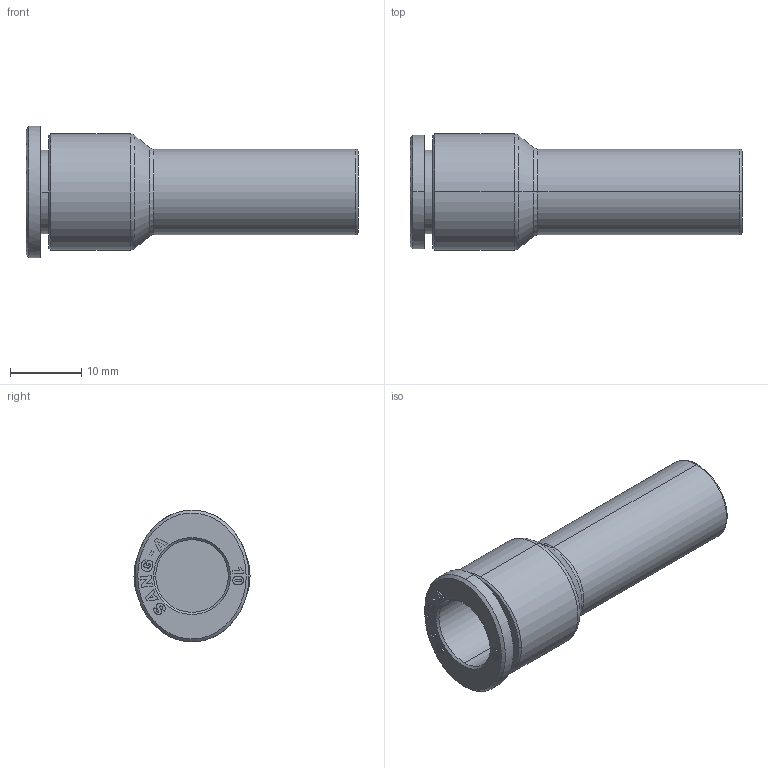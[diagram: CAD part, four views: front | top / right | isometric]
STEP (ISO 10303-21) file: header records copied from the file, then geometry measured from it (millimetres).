
FILE_DESCRIPTION((''),'2;1');
FILE_NAME('GPGJ_1210(3D).stp','2012-12-20T14:40:40',(''),(''),'Mechanical Desktop.R8.0.24.0','Mechanical Desktop.R8.0.24.0',', , ');
FILE_SCHEMA(('CONFIG_CONTROL_DESIGN'));
Length unit declared in the file: millimetre
Products named in the file (3): GPGJ_1210(3D); ºÎÇ°1; RM_SDB
Assembly tree (2 placements, depth 2):
  GPGJ_1210(3D)
    ºÎÇ°1
    RM_SDB
Bounding box: 46.6 x 16.3 x 18.5 mm (x, y, z)
Volume: 5152.9 mm3; surface area: 3168.5 mm2
Topology: 1 solids, 1 shells, 412 faces, 1177 edges, 781 vertices
Faces by surface type: plane 381, bspline 10, cylinder 9, cone 8, torus 4
Entity records: 13746 total; most frequent: CARTESIAN_POINT 2884, ORIENTED_EDGE 2354, DIRECTION 2015, EDGE_CURVE 1177, VECTOR 1119, LINE 1119, VERTEX_POINT 781, AXIS2_PLACEMENT_3D 448
